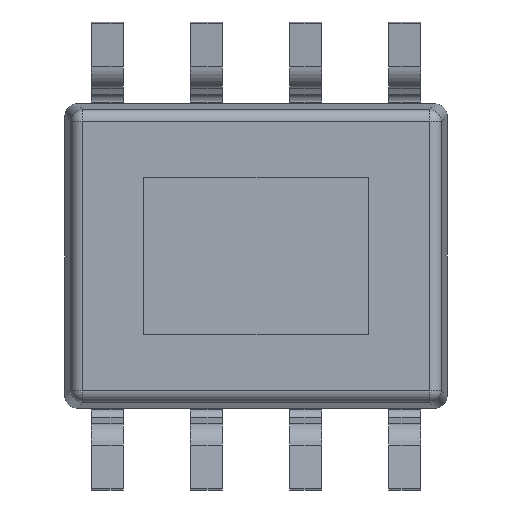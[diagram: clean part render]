
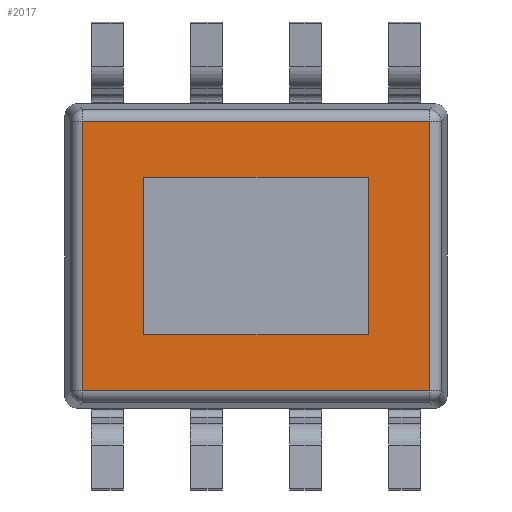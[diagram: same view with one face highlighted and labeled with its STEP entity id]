
A CAD part, front view. The second image highlights one B-rep face of the part: STEP entity #2017.
In plain terms, the highlighted planar face has unit normal (0, -1, 0).
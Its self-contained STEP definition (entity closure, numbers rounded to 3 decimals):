
#3 = CARTESIAN_POINT ( 'NONE',  ( 2.225, -0.675, 1.725 ) ) ;
#43 = CARTESIAN_POINT ( 'NONE',  ( 2.225, -0.675, 1.855 ) ) ;
#81 = VECTOR ( 'NONE', #4598, 1000. ) ;
#83 = AXIS2_PLACEMENT_3D ( 'NONE', #3163, #3181, #2341 ) ;
#131 = DIRECTION ( 'NONE',  ( 1., 0., 0. ) ) ;
#472 = CARTESIAN_POINT ( 'NONE',  ( 1.438, -0.675, -1.012 ) ) ;
#507 = EDGE_CURVE ( 'NONE', #4357, #3412, #1630, .T. ) ;
#536 = LINE ( 'NONE', #43, #2749 ) ;
#932 = EDGE_CURVE ( 'NONE', #3526, #2521, #4725, .T. ) ;
#1175 = ORIENTED_EDGE ( 'NONE', *, *, #507, .F. ) ;
#1293 = VECTOR ( 'NONE', #3501, 1000. ) ;
#1367 = EDGE_CURVE ( 'NONE', #1397, #3329, #536, .T. ) ;
#1391 = EDGE_CURVE ( 'NONE', #3329, #3526, #2497, .T. ) ;
#1397 = VERTEX_POINT ( 'NONE', #3169 ) ;
#1459 = EDGE_LOOP ( 'NONE', ( #2779, #3372, #1175, #3659 ) ) ;
#1607 = DIRECTION ( 'NONE',  ( 0., 0., 1. ) ) ;
#1630 = LINE ( 'NONE', #1660, #3331 ) ;
#1660 = CARTESIAN_POINT ( 'NONE',  ( 1.437, -0.675, 1.013 ) ) ;
#1725 = CARTESIAN_POINT ( 'NONE',  ( -2.225, -0.675, -1.855 ) ) ;
#1822 = CARTESIAN_POINT ( 'NONE',  ( -1.438, -0.675, 1.013 ) ) ;
#1983 = VERTEX_POINT ( 'NONE', #3150 ) ;
#2017 = ADVANCED_FACE ( 'NONE', ( #4138, #2035 ), #4353, .T. ) ;
#2035 = FACE_BOUND ( 'NONE', #1459, .T. ) ;
#2139 = EDGE_CURVE ( 'NONE', #1983, #4357, #3318, .T. ) ;
#2323 = ORIENTED_EDGE ( 'NONE', *, *, #932, .T. ) ;
#2341 = DIRECTION ( 'NONE',  ( 0., 0., -1. ) ) ;
#2371 = EDGE_CURVE ( 'NONE', #3412, #4019, #2950, .T. ) ;
#2491 = CARTESIAN_POINT ( 'NONE',  ( 1.437, -0.675, 1.013 ) ) ;
#2497 = LINE ( 'NONE', #4297, #2864 ) ;
#2521 = VERTEX_POINT ( 'NONE', #4638 ) ;
#2569 = EDGE_LOOP ( 'NONE', ( #3376, #2323, #2755, #4246 ) ) ;
#2749 = VECTOR ( 'NONE', #1607, 1000. ) ;
#2755 = ORIENTED_EDGE ( 'NONE', *, *, #3054, .T. ) ;
#2779 = ORIENTED_EDGE ( 'NONE', *, *, #3001, .F. ) ;
#2789 = DIRECTION ( 'NONE',  ( 0., 0., 1. ) ) ;
#2864 = VECTOR ( 'NONE', #4374, 1000. ) ;
#2950 = LINE ( 'NONE', #2491, #81 ) ;
#3001 = EDGE_CURVE ( 'NONE', #4019, #1983, #3691, .T. ) ;
#3054 = EDGE_CURVE ( 'NONE', #2521, #1397, #4566, .T. ) ;
#3089 = CARTESIAN_POINT ( 'NONE',  ( -2.225, -0.675, 1.725 ) ) ;
#3150 = CARTESIAN_POINT ( 'NONE',  ( -1.438, -0.675, -1.013 ) ) ;
#3163 = CARTESIAN_POINT ( 'NONE',  ( 0., -0.675, 0. ) ) ;
#3169 = CARTESIAN_POINT ( 'NONE',  ( 2.225, -0.675, -1.725 ) ) ;
#3181 = DIRECTION ( 'NONE',  ( 0., -1., 0. ) ) ;
#3318 = LINE ( 'NONE', #472, #3428 ) ;
#3329 = VERTEX_POINT ( 'NONE', #3 ) ;
#3331 = VECTOR ( 'NONE', #2789, 1000. ) ;
#3372 = ORIENTED_EDGE ( 'NONE', *, *, #2371, .F. ) ;
#3376 = ORIENTED_EDGE ( 'NONE', *, *, #1391, .T. ) ;
#3412 = VERTEX_POINT ( 'NONE', #3910 ) ;
#3428 = VECTOR ( 'NONE', #131, 1000. ) ;
#3501 = DIRECTION ( 'NONE',  ( 1., 0., 0. ) ) ;
#3526 = VERTEX_POINT ( 'NONE', #3089 ) ;
#3636 = VECTOR ( 'NONE', #5102, 1000. ) ;
#3655 = VECTOR ( 'NONE', #3725, 1000. ) ;
#3659 = ORIENTED_EDGE ( 'NONE', *, *, #2139, .F. ) ;
#3691 = LINE ( 'NONE', #1822, #3636 ) ;
#3725 = DIRECTION ( 'NONE',  ( 0., 0., -1. ) ) ;
#3910 = CARTESIAN_POINT ( 'NONE',  ( 1.437, -0.675, 1.013 ) ) ;
#4019 = VERTEX_POINT ( 'NONE', #4829 ) ;
#4138 = FACE_OUTER_BOUND ( 'NONE', #2569, .T. ) ;
#4246 = ORIENTED_EDGE ( 'NONE', *, *, #1367, .T. ) ;
#4297 = CARTESIAN_POINT ( 'NONE',  ( -2.355, -0.675, 1.725 ) ) ;
#4325 = CARTESIAN_POINT ( 'NONE',  ( 2.355, -0.675, -1.725 ) ) ;
#4353 = PLANE ( 'NONE',  #83 ) ;
#4357 = VERTEX_POINT ( 'NONE', #5108 ) ;
#4374 = DIRECTION ( 'NONE',  ( -1., 0., 0. ) ) ;
#4566 = LINE ( 'NONE', #4325, #1293 ) ;
#4598 = DIRECTION ( 'NONE',  ( -1., 0., 0. ) ) ;
#4638 = CARTESIAN_POINT ( 'NONE',  ( -2.225, -0.675, -1.725 ) ) ;
#4725 = LINE ( 'NONE', #1725, #3655 ) ;
#4829 = CARTESIAN_POINT ( 'NONE',  ( -1.438, -0.675, 1.013 ) ) ;
#5102 = DIRECTION ( 'NONE',  ( 0., 0., -1. ) ) ;
#5108 = CARTESIAN_POINT ( 'NONE',  ( 1.438, -0.675, -1.012 ) ) ;
